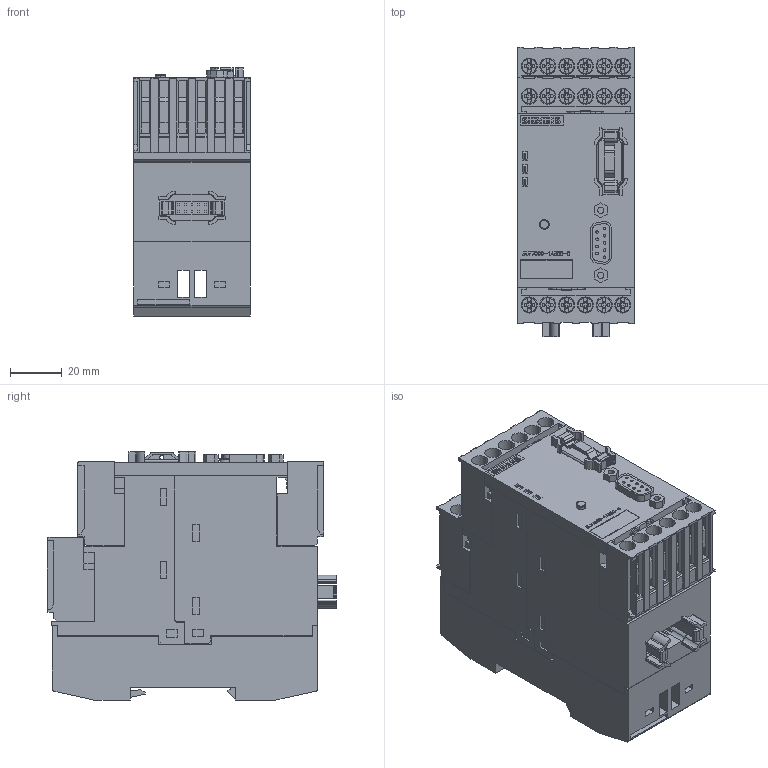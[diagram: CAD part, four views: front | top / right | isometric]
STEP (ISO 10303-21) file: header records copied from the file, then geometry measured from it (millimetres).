
FILE_DESCRIPTION(('STEP AP214'),'1');
FILE_NAME('cctmp_A2B2B775-4862-4B42-9D40-E1E29D212D30_2023_07_21_14_59_23_0914..stp','2023-07-21T12:59:25',('SIEMENS A&D'),('CADClick - www.CADClick.com'),'Spatial InterOp 3D postprocessed',' ','unknown authorization');
FILE_SCHEMA(('AUTOMOTIVE_DESIGN'));
Length unit declared in the file: millimetre
Products named in the file (1): 2023_07_21_14_59_23_0836
Bounding box: 45 x 111.2 x 95.4 mm (x, y, z)
Volume: 365800.5 mm3; surface area: 78019.1 mm2
Topology: 1 solids, 2 shells, 2477 faces, 6908 edges, 4556 vertices
Faces by surface type: plane 1978, cylinder 373, cone 108, torus 18
Entity records: 86528 total; most frequent: CARTESIAN_POINT 14540, ORIENTED_EDGE 13800, DIRECTION 12854, EDGE_CURVE 6900, LINE 5562, VECTOR 5562, VERTEX_POINT 4556, AXIS2_PLACEMENT_3D 3646
